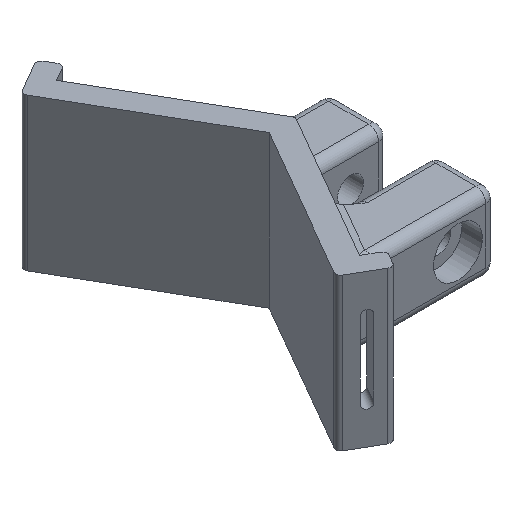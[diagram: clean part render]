
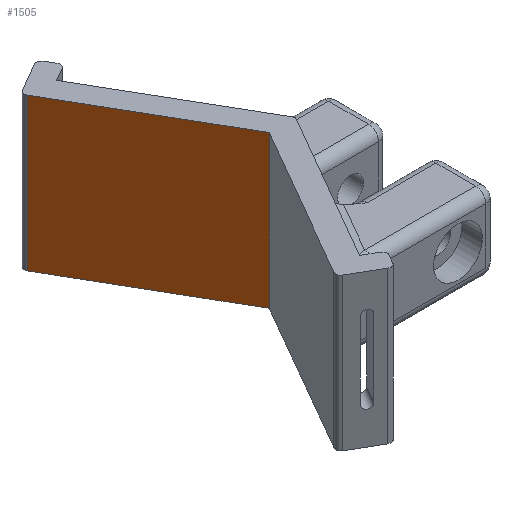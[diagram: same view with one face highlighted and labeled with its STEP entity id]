
A CAD part, isometric view. The second image highlights one B-rep face of the part: STEP entity #1505.
In plain terms, the highlighted planar face has unit normal (-0.866, -0.5, 0).
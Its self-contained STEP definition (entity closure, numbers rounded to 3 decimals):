
#37=PLANE('',#1622);
#102=FACE_OUTER_BOUND('',#192,.T.);
#192=EDGE_LOOP('',(#1065,#1066,#1067,#1068));
#369=LINE('',#2631,#493);
#370=LINE('',#2634,#494);
#371=LINE('',#2636,#495);
#372=LINE('',#2637,#496);
#493=VECTOR('',#1835,10.);
#494=VECTOR('',#1838,10.);
#495=VECTOR('',#1839,10.);
#496=VECTOR('',#1840,10.);
#660=VERTEX_POINT('',#2624);
#663=VERTEX_POINT('',#2629);
#664=VERTEX_POINT('',#2633);
#665=VERTEX_POINT('',#2635);
#817=EDGE_CURVE('',#663,#660,#369,.T.);
#818=EDGE_CURVE('',#664,#663,#370,.T.);
#819=EDGE_CURVE('',#664,#665,#371,.T.);
#820=EDGE_CURVE('',#660,#665,#372,.T.);
#1065=ORIENTED_EDGE('',*,*,#817,.F.);
#1066=ORIENTED_EDGE('',*,*,#818,.F.);
#1067=ORIENTED_EDGE('',*,*,#819,.T.);
#1068=ORIENTED_EDGE('',*,*,#820,.F.);
#1505=ADVANCED_FACE('',(#102),#37,.T.);
#1622=AXIS2_PLACEMENT_3D('',#2632,#1836,#1837);
#1835=DIRECTION('',(0.,0.,1.));
#1836=DIRECTION('center_axis',(-0.866,-0.5,0.));
#1837=DIRECTION('ref_axis',(0.5,-0.866,0.));
#1838=DIRECTION('',(-0.5,0.866,0.));
#1839=DIRECTION('',(0.,0.,1.));
#1840=DIRECTION('',(0.5,-0.866,0.));
#2624=CARTESIAN_POINT('',(-23.662,30.226,30.));
#2629=CARTESIAN_POINT('',(-23.662,30.226,0.));
#2631=CARTESIAN_POINT('',(-23.662,30.226,0.));
#2632=CARTESIAN_POINT('Origin',(-24.162,31.092,0.));
#2633=CARTESIAN_POINT('',(-6.211,0.,0.));
#2634=CARTESIAN_POINT('',(-6.211,0.,0.));
#2635=CARTESIAN_POINT('',(-6.211,0.,30.));
#2636=CARTESIAN_POINT('',(-6.211,0.,0.));
#2637=CARTESIAN_POINT('',(-6.211,0.,30.));
